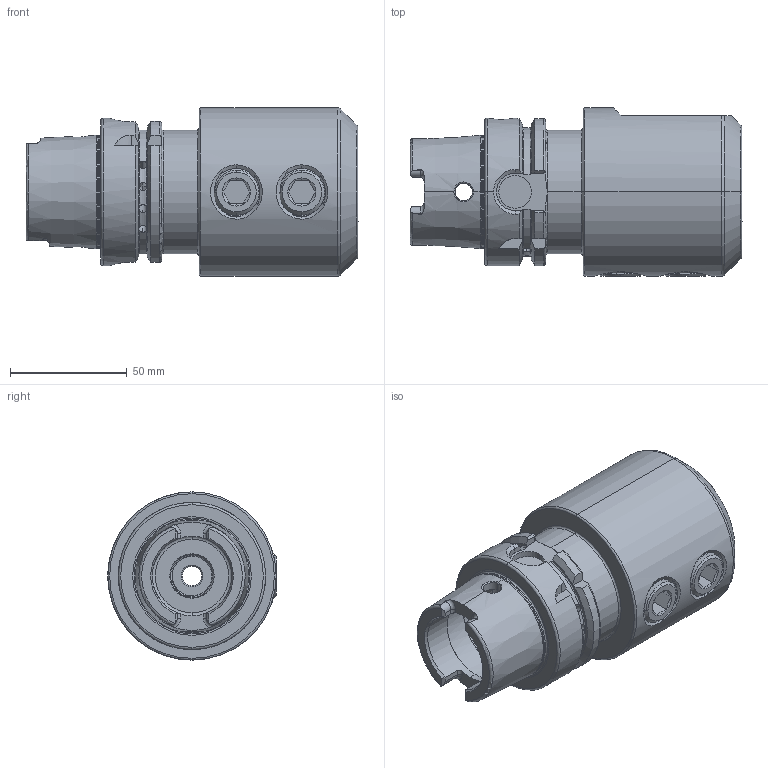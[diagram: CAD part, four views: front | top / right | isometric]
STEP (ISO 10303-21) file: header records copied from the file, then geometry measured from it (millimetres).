
FILE_DESCRIPTION (( 'STEP AP203' ), '1' );
FILE_NAME ('A63.04.32.K.STEP', '2016-09-05T05:38:48', ( '' ), ( '' ), 'SwSTEP 2.0', 'SolidWorks 2012', '' );
FILE_SCHEMA (( 'CONFIG_CONTROL_DESIGN' ));
Length unit declared in the file: millimetre
Products named in the file (3): A63.04.32.K; 側固32_M20x2_20L
Assembly tree (3 placements, depth 2):
  A63.04.32.K
    A63.04.32.K
    側固32_M20x2_20L  x2
Bounding box: 142 x 72 x 72 mm (x, y, z)
Volume: 318646.7 mm3; surface area: 61781.9 mm2
Topology: 3 solids, 3 shells, 452 faces, 1244 edges, 791 vertices
Faces by surface type: cylinder 187, plane 107, torus 63, cone 51, bspline 44
Entity records: 45992 total; most frequent: CARTESIAN_POINT 36338, ORIENTED_EDGE 2256, DIRECTION 1644, EDGE_CURVE 1128, VERTEX_POINT 724, AXIS2_PLACEMENT_3D 664, EDGE_LOOP 428, ADVANCED_FACE 413
